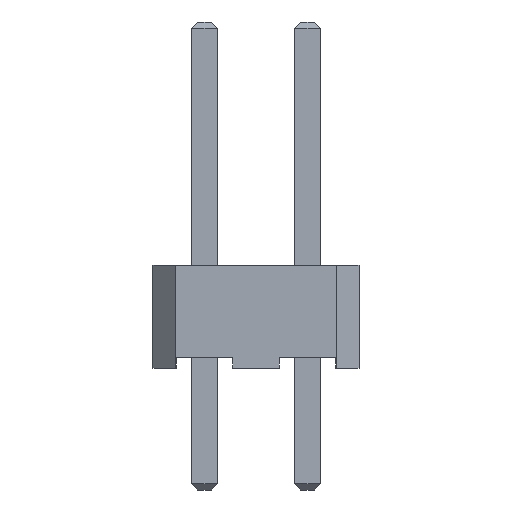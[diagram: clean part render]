
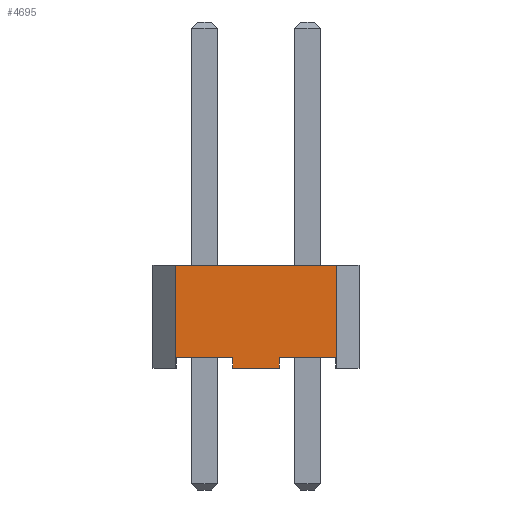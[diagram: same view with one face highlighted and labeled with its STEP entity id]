
A CAD part, left-side view. The second image highlights one B-rep face of the part: STEP entity #4695.
In plain terms, the highlighted planar face has unit normal (-1, 0, 0).
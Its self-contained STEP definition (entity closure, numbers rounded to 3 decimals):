
#321=FACE_OUTER_BOUND('',#607,.T.);
#607=EDGE_LOOP('',(#4067,#4068,#4069,#4070,#4071,#4072,#4073,#4074,#4075,
#4076,#4077,#4078));
#1084=LINE('',#7194,#1712);
#1087=LINE('',#7199,#1715);
#1113=LINE('',#7251,#1741);
#1141=LINE('',#7308,#1769);
#1169=LINE('',#7364,#1797);
#1171=LINE('',#7367,#1799);
#1172=LINE('',#7370,#1800);
#1175=LINE('',#7376,#1803);
#1201=LINE('',#7427,#1829);
#1205=LINE('',#7435,#1833);
#1233=LINE('',#7488,#1861);
#1240=LINE('',#7501,#1868);
#1712=VECTOR('',#5946,10.);
#1715=VECTOR('',#5951,10.);
#1741=VECTOR('',#5979,10.);
#1769=VECTOR('',#6011,10.);
#1797=VECTOR('',#6043,10.);
#1799=VECTOR('',#6047,10.);
#1800=VECTOR('',#6050,10.);
#1803=VECTOR('',#6055,10.);
#1829=VECTOR('',#6083,10.);
#1833=VECTOR('',#6095,10.);
#1861=VECTOR('',#6173,10.);
#1868=VECTOR('',#6192,10.);
#2147=VERTEX_POINT('',#7191);
#2148=VERTEX_POINT('',#7193);
#2149=VERTEX_POINT('',#7197);
#2174=VERTEX_POINT('',#7249);
#2200=VERTEX_POINT('',#7305);
#2201=VERTEX_POINT('',#7307);
#2226=VERTEX_POINT('',#7361);
#2227=VERTEX_POINT('',#7363);
#2228=VERTEX_POINT('',#7369);
#2229=VERTEX_POINT('',#7373);
#2230=VERTEX_POINT('',#7375);
#2254=VERTEX_POINT('',#7425);
#2716=EDGE_CURVE('',#2148,#2147,#1084,.T.);
#2719=EDGE_CURVE('',#2149,#2147,#1087,.T.);
#2745=EDGE_CURVE('',#2174,#2149,#1113,.T.);
#2773=EDGE_CURVE('',#2200,#2201,#1141,.T.);
#2801=EDGE_CURVE('',#2226,#2227,#1169,.T.);
#2803=EDGE_CURVE('',#2148,#2226,#1171,.T.);
#2804=EDGE_CURVE('',#2227,#2228,#1172,.T.);
#2807=EDGE_CURVE('',#2229,#2230,#1175,.T.);
#2833=EDGE_CURVE('',#2254,#2229,#1201,.T.);
#2837=EDGE_CURVE('',#2254,#2228,#1205,.T.);
#2865=EDGE_CURVE('',#2230,#2200,#1233,.T.);
#2872=EDGE_CURVE('',#2201,#2174,#1240,.T.);
#4067=ORIENTED_EDGE('',*,*,#2773,.F.);
#4068=ORIENTED_EDGE('',*,*,#2865,.F.);
#4069=ORIENTED_EDGE('',*,*,#2807,.F.);
#4070=ORIENTED_EDGE('',*,*,#2833,.F.);
#4071=ORIENTED_EDGE('',*,*,#2837,.T.);
#4072=ORIENTED_EDGE('',*,*,#2804,.F.);
#4073=ORIENTED_EDGE('',*,*,#2801,.F.);
#4074=ORIENTED_EDGE('',*,*,#2803,.F.);
#4075=ORIENTED_EDGE('',*,*,#2716,.T.);
#4076=ORIENTED_EDGE('',*,*,#2719,.F.);
#4077=ORIENTED_EDGE('',*,*,#2745,.F.);
#4078=ORIENTED_EDGE('',*,*,#2872,.F.);
#4409=PLANE('',#5012);
#4695=ADVANCED_FACE('',(#321),#4409,.T.);
#5012=AXIS2_PLACEMENT_3D('',#7500,#6190,#6191);
#5946=DIRECTION('',(0.,-1.,0.));
#5951=DIRECTION('',(0.,0.,1.));
#5979=DIRECTION('',(0.,1.,0.));
#6011=DIRECTION('',(0.,-1.,0.));
#6043=DIRECTION('',(0.,1.,0.));
#6047=DIRECTION('',(0.,0.,-1.));
#6050=DIRECTION('',(0.,0.,1.));
#6055=DIRECTION('',(0.,1.,0.));
#6083=DIRECTION('',(0.,0.,-1.));
#6095=DIRECTION('',(0.,-1.,0.));
#6173=DIRECTION('',(0.,0.,1.));
#6190=DIRECTION('center_axis',(-1.,0.,0.));
#6191=DIRECTION('ref_axis',(0.,-1.,0.));
#6192=DIRECTION('',(0.,0.,-1.));
#7191=CARTESIAN_POINT('',(-10.16,-1.97,0.32));
#7193=CARTESIAN_POINT('',(-10.16,-0.57,0.32));
#7194=CARTESIAN_POINT('',(-10.16,-1.135,0.32));
#7197=CARTESIAN_POINT('',(-10.16,-1.97,0.05));
#7199=CARTESIAN_POINT('',(-10.16,-1.97,1.32));
#7249=CARTESIAN_POINT('',(-10.16,-1.987,0.05));
#7251=CARTESIAN_POINT('',(-10.16,-1.159,0.05));
#7305=CARTESIAN_POINT('',(-10.16,1.987,2.59));
#7307=CARTESIAN_POINT('',(-10.16,-1.987,2.59));
#7308=CARTESIAN_POINT('',(-10.16,0.,2.59));
#7361=CARTESIAN_POINT('',(-10.16,-0.57,0.05));
#7363=CARTESIAN_POINT('',(-10.16,0.57,0.05));
#7364=CARTESIAN_POINT('',(-10.16,-0.817,0.05));
#7367=CARTESIAN_POINT('',(-10.16,-0.57,1.455));
#7369=CARTESIAN_POINT('',(-10.16,0.57,0.32));
#7370=CARTESIAN_POINT('',(-10.16,0.57,1.32));
#7373=CARTESIAN_POINT('',(-10.16,1.97,0.05));
#7375=CARTESIAN_POINT('',(-10.16,1.987,0.05));
#7376=CARTESIAN_POINT('',(-10.16,1.723,0.05));
#7425=CARTESIAN_POINT('',(-10.16,1.97,0.32));
#7427=CARTESIAN_POINT('',(-10.16,1.97,1.455));
#7435=CARTESIAN_POINT('',(-10.16,1.405,0.32));
#7488=CARTESIAN_POINT('',(-10.16,1.987,0.05));
#7500=CARTESIAN_POINT('Origin',(-10.16,0.,0.05));
#7501=CARTESIAN_POINT('',(-10.16,-1.987,0.05));
